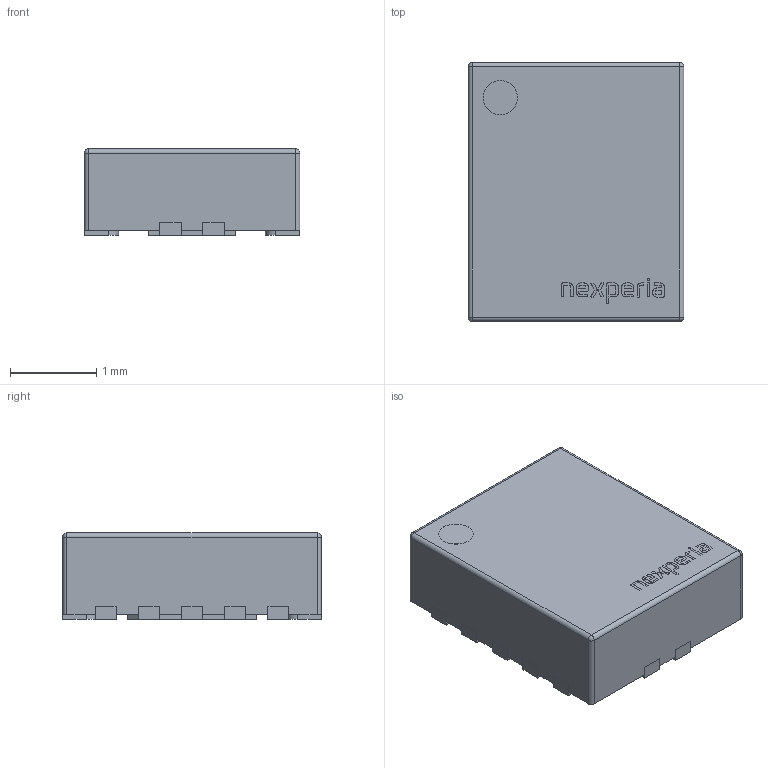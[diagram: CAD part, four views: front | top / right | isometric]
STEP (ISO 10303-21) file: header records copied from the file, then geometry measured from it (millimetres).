
FILE_DESCRIPTION(/* description */ (''),/* implementation_level */ '2;1');
FILE_NAME(/* name */ 'NXP_Semiconductors_-_NTB0104BQ,115.step',/* time_stamp */ '2023-02-18T10:34:30-07:00',/* author */ (''),/* organization */ (''),/* preprocessor_version */ 'ST-DEVELOPER v19.2',/* originating_system */ 'Autodesk Translation Framework v11.17.0.187',/* authorisation */ '');
FILE_SCHEMA (('AUTOMOTIVE_DESIGN { 1 0 10303 214 3 1 1 }'));
Length unit declared in the file: millimetre
Products named in the file (5): (Unsaved); 1; 2; circle; Nexperia
Assembly tree (4 placements, depth 2):
  (Unsaved)
    1
    2
    circle
    Nexperia
Bounding box: 2.5 x 3 x 1 mm (x, y, z)
Volume: 7.3 mm3; surface area: 35.8 mm2
Topology: 27 solids, 27 shells, 364 faces, 915 edges, 606 vertices
Faces by surface type: plane 241, cylinder 84, bspline 35, sphere 4
Full cylindrical faces by diameter (mm): 0.028 x1, 0.4 x1
Entity records: 11224 total; most frequent: CARTESIAN_POINT 2405, ORIENTED_EDGE 1830, DIRECTION 1681, EDGE_CURVE 915, LINE 677, VECTOR 677, VERTEX_POINT 606, AXIS2_PLACEMENT_3D 502
